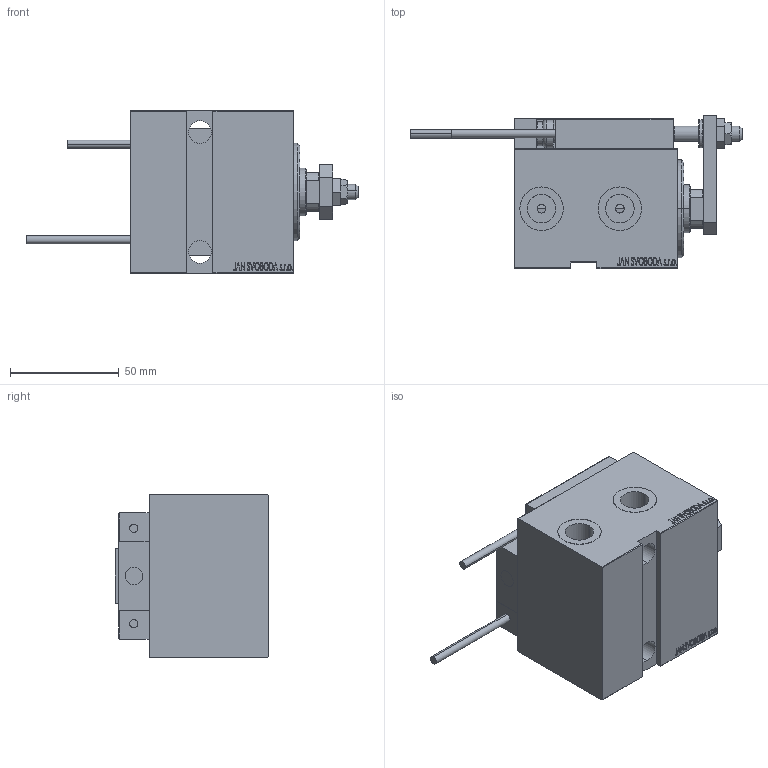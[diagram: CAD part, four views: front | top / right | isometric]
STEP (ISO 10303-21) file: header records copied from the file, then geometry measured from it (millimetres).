
FILE_DESCRIPTION (( 'STEP AP203' ), '1' );
FILE_NAME ('51aa.STEP', '2024-02-11T19:46:50', ( '' ), ( '' ), 'SwSTEP 2.0', 'SolidWorks 2019', '' );
FILE_SCHEMA (( 'CONFIG_CONTROL_DESIGN' ));
Length unit declared in the file: millimetre
Products named in the file (16): TYC_L79 ea382a0dc78c4039b7e566b1c547a8b7; ALLEN BOLT D5 ea382a0dc78c4039b7e566b1c547a8b7; KONCOVKA ea382a0dc78c4039b7e566b1c547a8b7; ZARAZKA ea382a0dc78c4039b7e566b1c547a8b7; SWITCH DIM B,W ea382a0dc78c4039b7e566b1c547a8b7; SWITCH_X_FRONT_BACK ea382a0dc78c4039b7e566b1c547a8b7; 51aa; V450CM_E_Body ea382a0dc78c4039b7e566b1c547a8b7; Block ea382a0dc78c4039b7e566b1c547a8b7; V450CM_E_VCP ea382a0dc78c4039b7e566b1c547a8b7; V450CM_VC_B ea382a0dc78c4039b7e566b1c547a8b7; NUT_D10 ea382a0dc78c4039b7e566b1c547a8b7; ALLEN BOLT D8 ea382a0dc78c4039b7e566b1c547a8b7; MAGNET ea382a0dc78c4039b7e566b1c547a8b7; SWITCH X ea382a0dc78c4039b7e566b1c547a8b7; NUT_D12 ea382a0dc78c4039b7e566b1c547a8b7
Assembly tree (25 placements, depth 3):
  51aa
    V450CM_E_Body ea382a0dc78c4039b7e566b1c547a8b7
    V450CM_E_VCP ea382a0dc78c4039b7e566b1c547a8b7
    V450CM_VC_B ea382a0dc78c4039b7e566b1c547a8b7
    SWITCH X ea382a0dc78c4039b7e566b1c547a8b7
      SWITCH_X_FRONT_BACK ea382a0dc78c4039b7e566b1c547a8b7  x2
      TYC_L79 ea382a0dc78c4039b7e566b1c547a8b7
      Block ea382a0dc78c4039b7e566b1c547a8b7  x2
      ALLEN BOLT D5 ea382a0dc78c4039b7e566b1c547a8b7  x4
      ALLEN BOLT D8 ea382a0dc78c4039b7e566b1c547a8b7  x4
      MAGNET ea382a0dc78c4039b7e566b1c547a8b7  x2
      KONCOVKA ea382a0dc78c4039b7e566b1c547a8b7  x2
    SWITCH DIM B,W ea382a0dc78c4039b7e566b1c547a8b7
    ZARAZKA ea382a0dc78c4039b7e566b1c547a8b7
    NUT_D10 ea382a0dc78c4039b7e566b1c547a8b7
    NUT_D12 ea382a0dc78c4039b7e566b1c547a8b7
Bounding box: 152.7 x 70.5 x 75 mm (x, y, z)
Volume: 333866.4 mm3; surface area: 77448.7 mm2
Topology: 24 solids, 24 shells, 1280 faces, 3072 edges, 1962 vertices
Faces by surface type: plane 567, bspline 380, cylinder 172, cone 113, torus 44, sphere 4
Entity records: 49787 total; most frequent: CARTESIAN_POINT 25468, ORIENTED_EDGE 5164, DIRECTION 3423, EDGE_CURVE 2582, VERTEX_POINT 1686, LINE 1501, VECTOR 1501, EDGE_LOOP 1182
